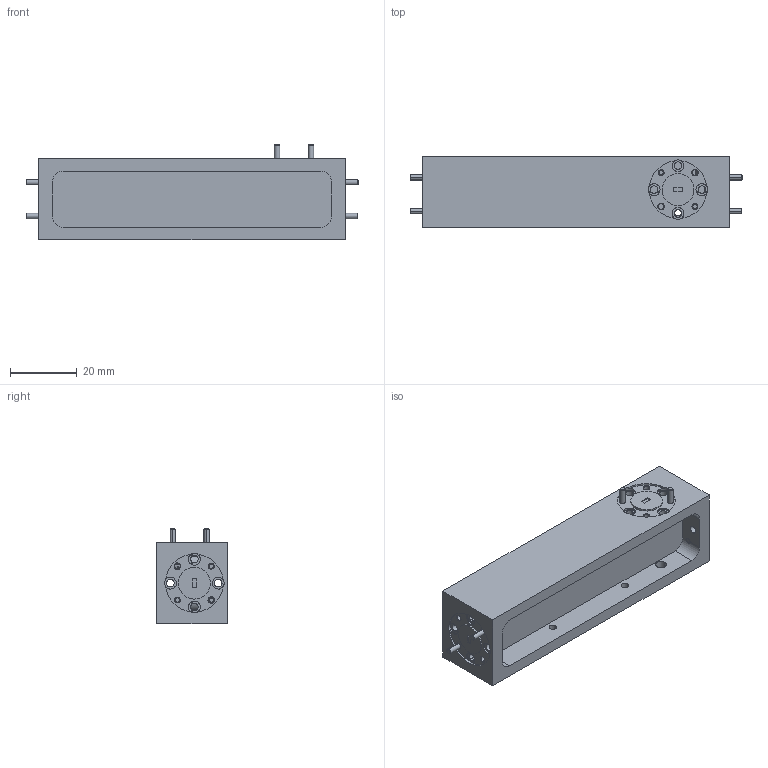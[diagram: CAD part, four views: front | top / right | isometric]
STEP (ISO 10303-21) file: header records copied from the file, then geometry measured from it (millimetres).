
FILE_DESCRIPTION (( 'STEP AP214' ), '1' );
FILE_NAME ('WD-SB-W-A, Defeatured.STEP', '2025-01-20T18:54:44', ( '' ), ( '' ), 'SwSTEP 2.0', 'SolidWorks 2021', '' );
FILE_SCHEMA (( 'AUTOMOTIVE_DESIGN' ));
Length unit declared in the file: inch
Products named in the file (1): WD-SB-W-A, Defeatured
Bounding box: 99.19 x 21.06 x 28.38 mm (x, y, z)
Volume: 26631.8 mm3; surface area: 14304.4 mm2
Topology: 19 solids, 19 shells, 719 faces, 1647 edges, 1014 vertices
Faces by surface type: plane 313, cylinder 216, cone 187, bspline 3
Entity records: 29993 total; most frequent: CARTESIAN_POINT 4198, DIRECTION 3588, ORIENTED_EDGE 3294, EDGE_CURVE 1647, AXIS2_PLACEMENT_3D 1358, VERTEX_POINT 1014, VECTOR 872, LINE 872
